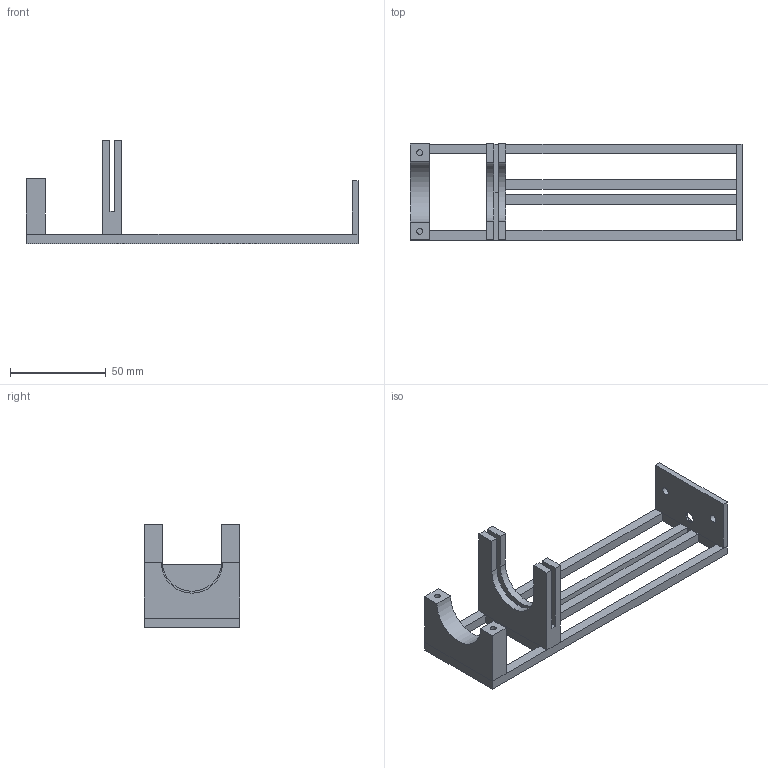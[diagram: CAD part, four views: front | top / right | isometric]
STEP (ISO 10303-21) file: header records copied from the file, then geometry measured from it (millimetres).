
FILE_DESCRIPTION(('FreeCAD Model'),'2;1');
FILE_NAME('base.step', '2018-06-02T14:58:42',('Author'),(''), 'Open CASCADE STEP processor 6.8','FreeCAD','Unknown');
FILE_SCHEMA(('AUTOMOTIVE_DESIGN_CC2 { 1 2 10303 214 -1 1 5 4 }'));
Length unit declared in the file: millimetre
Products named in the file (1): Pocket010
Bounding box: 173 x 50 x 54.1 mm (x, y, z)
Volume: 45950.8 mm3; surface area: 26766.7 mm2
Topology: 1 solids, 1 shells, 70 faces, 174 edges, 106 vertices
Faces by surface type: plane 60, cylinder 10
Full cylindrical faces by diameter (mm): 3 x2, 4.1 x2, 4.2 x1, 5.6 x1, 9.2 x1
Entity records: 4366 total; most frequent: CARTESIAN_POINT 799, DIRECTION 661, LINE 468, VECTOR 468, ORIENTED_EDGE 348, PCURVE 348, DEFINITIONAL_REPRESENTATION 348, EDGE_CURVE 174
